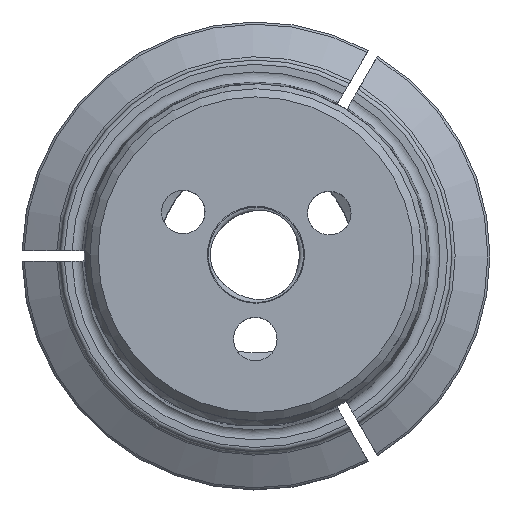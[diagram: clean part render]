
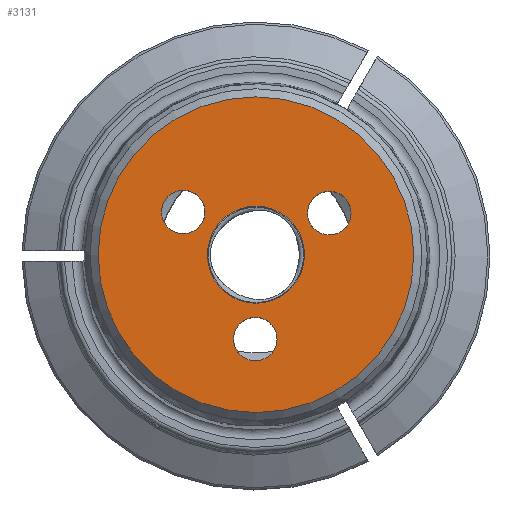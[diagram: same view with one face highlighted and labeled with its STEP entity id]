
A CAD part, top view. The second image highlights one B-rep face of the part: STEP entity #3131.
In plain terms, the highlighted planar face has unit normal (0, 0, 1).
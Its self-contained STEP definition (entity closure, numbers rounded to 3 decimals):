
#146=PLANE('',#3341);
#604=ORIENTED_EDGE('',*,*,#1198,.F.);
#605=ORIENTED_EDGE('',*,*,#1202,.F.);
#606=ORIENTED_EDGE('',*,*,#1184,.T.);
#607=ORIENTED_EDGE('',*,*,#1145,.T.);
#608=ORIENTED_EDGE('',*,*,#1106,.T.);
#1106=EDGE_CURVE('',#1431,#1431,#1652,.T.);
#1145=EDGE_CURVE('',#1458,#1458,#1672,.T.);
#1184=EDGE_CURVE('',#1485,#1485,#1692,.T.);
#1198=EDGE_CURVE('',#1493,#1493,#1703,.T.);
#1202=EDGE_CURVE('',#1497,#1497,#1707,.T.);
#1431=VERTEX_POINT('',#4311);
#1458=VERTEX_POINT('',#4409);
#1485=VERTEX_POINT('',#4507);
#1493=VERTEX_POINT('',#4555);
#1497=VERTEX_POINT('',#4565);
#1652=CIRCLE('',#3246,2.);
#1672=CIRCLE('',#3279,2.);
#1692=CIRCLE('',#3312,2.);
#1703=CIRCLE('',#3330,4.459);
#1707=CIRCLE('',#3336,14.5);
#1858=EDGE_LOOP('',(#604));
#1859=EDGE_LOOP('',(#605));
#1860=EDGE_LOOP('',(#606));
#1861=EDGE_LOOP('',(#607));
#1862=EDGE_LOOP('',(#608));
#2028=FACE_BOUND('',#1858,.T.);
#2029=FACE_BOUND('',#1859,.T.);
#2030=FACE_BOUND('',#1860,.T.);
#2031=FACE_BOUND('',#1861,.T.);
#2032=FACE_BOUND('',#1862,.T.);
#3131=ADVANCED_FACE('',(#2028,#2029,#2030,#2031,#2032),#146,.F.);
#3246=AXIS2_PLACEMENT_3D('',#4310,#3588,#3589);
#3279=AXIS2_PLACEMENT_3D('',#4408,#3672,#3673);
#3312=AXIS2_PLACEMENT_3D('',#4506,#3756,#3757);
#3330=AXIS2_PLACEMENT_3D('',#4554,#3794,#3795);
#3336=AXIS2_PLACEMENT_3D('',#4564,#3806,#3807);
#3341=AXIS2_PLACEMENT_3D('',#4572,#3816,#3817);
#3588=DIRECTION('',(0.,0.,-1.));
#3589=DIRECTION('',(-1.,0.,0.));
#3672=DIRECTION('',(0.,0.,-1.));
#3673=DIRECTION('',(-1.,0.,0.));
#3756=DIRECTION('',(0.,0.,-1.));
#3757=DIRECTION('',(-1.,0.,0.));
#3794=DIRECTION('',(0.,0.,1.));
#3795=DIRECTION('',(0.,-1.,0.));
#3806=DIRECTION('',(0.,0.,-1.));
#3807=DIRECTION('',(-1.,0.,0.));
#3816=DIRECTION('',(0.,0.,-1.));
#3817=DIRECTION('',(-1.,0.,0.));
#4310=CARTESIAN_POINT('',(-0.058,-7.75,70.));
#4311=CARTESIAN_POINT('',(-2.058,-7.75,70.));
#4408=CARTESIAN_POINT('',(-6.682,3.925,70.));
#4409=CARTESIAN_POINT('',(-8.682,3.925,70.));
#4506=CARTESIAN_POINT('',(6.741,3.824,70.));
#4507=CARTESIAN_POINT('',(4.741,3.824,70.));
#4554=CARTESIAN_POINT('',(0.,0.,70.));
#4555=CARTESIAN_POINT('',(0.,-4.459,70.));
#4564=CARTESIAN_POINT('',(0.,0.,70.));
#4565=CARTESIAN_POINT('',(-14.5,0.,70.));
#4572=CARTESIAN_POINT('',(15.25,0.,70.));
